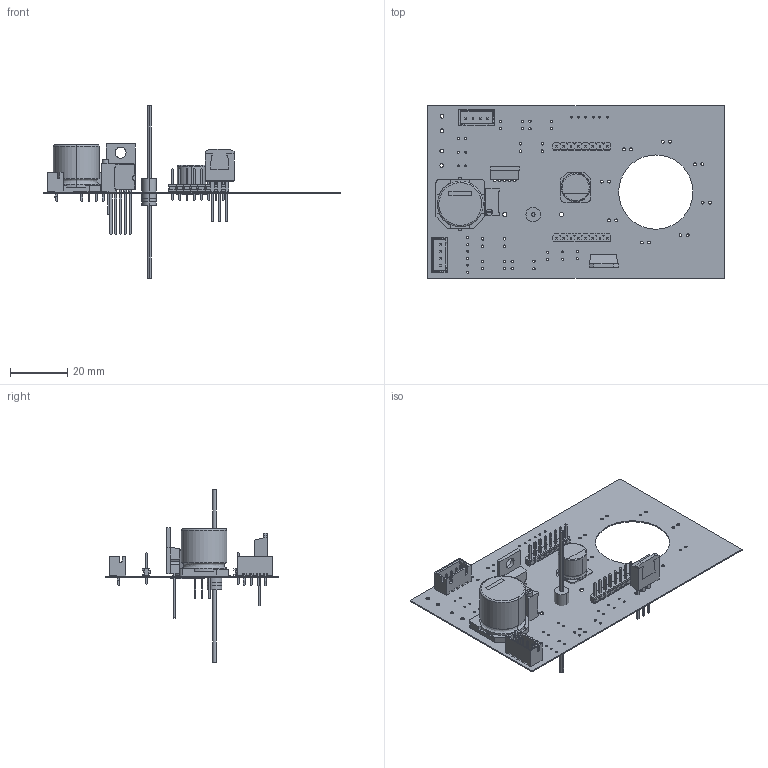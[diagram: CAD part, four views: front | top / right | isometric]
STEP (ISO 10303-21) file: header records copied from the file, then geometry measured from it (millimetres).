
FILE_DESCRIPTION(('Open CASCADE Model'),'2;1');
FILE_NAME('Open CASCADE Shape Model','2024-01-27T05:37:15',('Author'),( 'Open CASCADE'),'Open CASCADE STEP processor 6.8','Open CASCADE 6.8' ,'Unknown');
FILE_SCHEMA(('AUTOMOTIVE_DESIGN { 1 0 10303 214 1 1 1 1 }'));
Length unit declared in the file: millimetre
Products named in the file (22): PCB; Board; Open CASCADE STEP translator 6.8 2.1.1; D13; 6600809008; J5; 5572182880; J4; VR2; 6600802848; VR1; 6600803088; Q7; 7770073472; J3; 6600802448; J2; 6601380688; C2; 6600810128; C1; 6600802928
Assembly tree (22 placements, depth 3):
  PCB
    Board
      Open CASCADE STEP translator 6.8 2.1.1
    D13
      6600809008
    J5
      5572182880
    J4
      5572182880
    VR2
      6600802848
    VR1
      6600803088
    Q7
      7770073472
    J3
      6600802448
    J2
      6601380688
    C2
      6600810128
    C1
      6600802928
Bounding box: 104.14 x 60.38 x 60.33 mm (x, y, z)
Volume: 8821.6 mm3; surface area: 19123.9 mm2
Topology: 59 solids, 59 shells, 1504 faces, 3811 edges, 2450 vertices
Faces by surface type: plane 1193, cylinder 291, bspline 16, cone 4
Full cylindrical faces by diameter (mm): 0.51 x3, 0.7 x24, 0.71 x3, 0.84 x24, 1 x24, 1.1 x16, 1.23 x3, 1.3 x4, 1.34 x5, 1.5 x2, 2.19 x1, 26 x1
Entity records: 40326 total; most frequent: CARTESIAN_POINT 6561, ORIENTED_EDGE 6082, DIRECTION 5992, EDGE_CURVE 3041, LINE 2446, VECTOR 2446, VERTEX_POINT 1966, AXIS2_PLACEMENT_3D 1773
